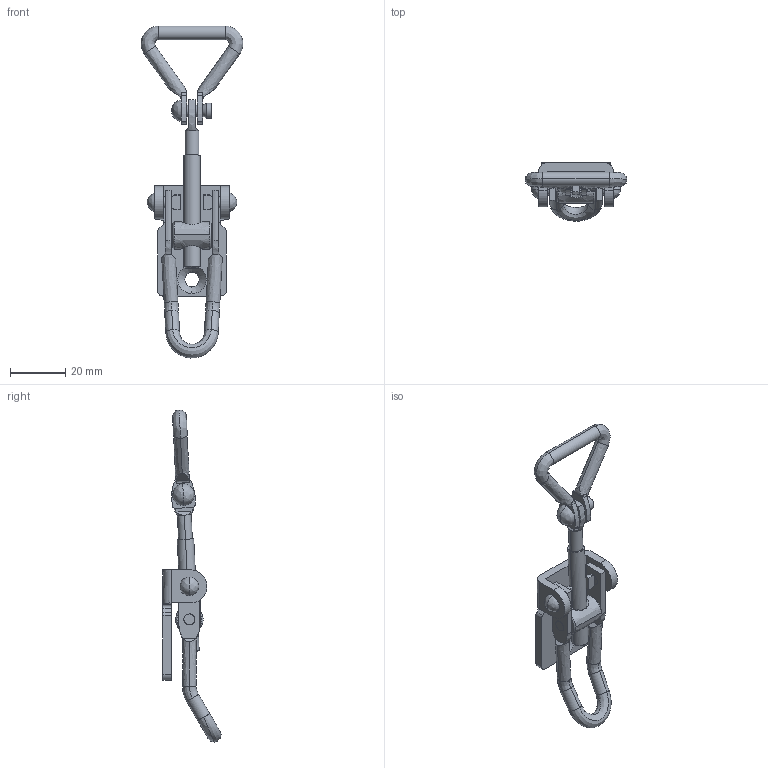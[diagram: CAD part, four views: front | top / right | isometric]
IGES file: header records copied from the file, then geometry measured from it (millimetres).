
Start section: ------------------------------------------------------------------------
Global section: file name: PC007.123552.TL_450SUS_H_22359.igs; native system: spGate; preprocessor: ver19.8.4 (****-****-****-****); author: Unknown; organization: Unknown; date: 250630.150804; units: millimetre
Bounding box: 36.98 x 21.1 x 120.53 mm (x, y, z)
Volume: 10685.4 mm3; surface area: 9348.5 mm2
Topology: 5 solids, 5 shells, 198 faces, 482 edges, 299 vertices
Faces by surface type: bspline 198
